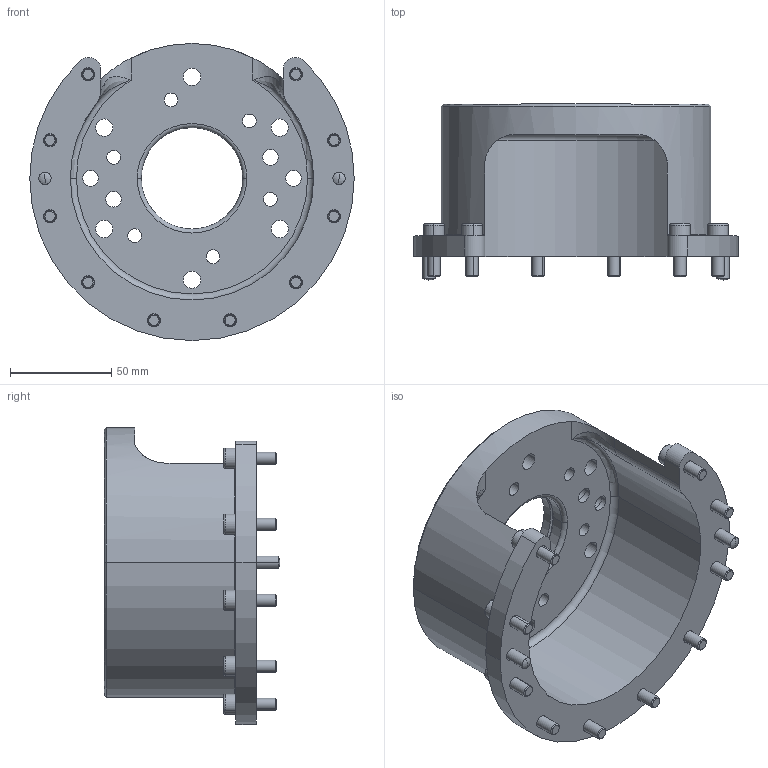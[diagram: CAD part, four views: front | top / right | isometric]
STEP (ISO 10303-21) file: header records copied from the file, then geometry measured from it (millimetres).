
FILE_DESCRIPTION (( 'STEP AP203' ), '1' );
FILE_NAME ('P5205.STEP', '2018-12-19T12:33:57', ( 'RSPlokal' ), ( 'Microsoft' ), 'SwSTEP 2.0', 'SolidWorks 2017', '' );
FILE_SCHEMA (( 'CONFIG_CONTROL_DESIGN' ));
Length unit declared in the file: millimetre
Products named in the file (1): P5205
Bounding box: 160 x 86.69 x 146.5 mm (x, y, z)
Volume: 338351.6 mm3; surface area: 97839.9 mm2
Topology: 14 solids, 14 shells, 335 faces, 768 edges, 480 vertices
Faces by surface type: cylinder 134, plane 109, cone 48, torus 32, sphere 8, bspline 4
Entity records: 10001 total; most frequent: CARTESIAN_POINT 1966, DIRECTION 1800, ORIENTED_EDGE 1532, EDGE_CURVE 766, AXIS2_PLACEMENT_3D 714, VERTEX_POINT 480, EDGE_LOOP 416, CIRCLE 382
